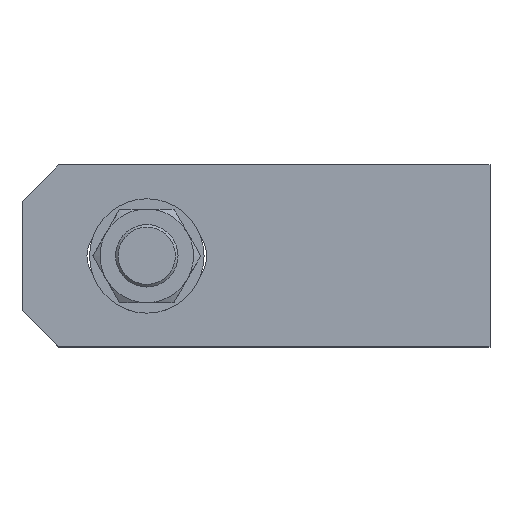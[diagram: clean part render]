
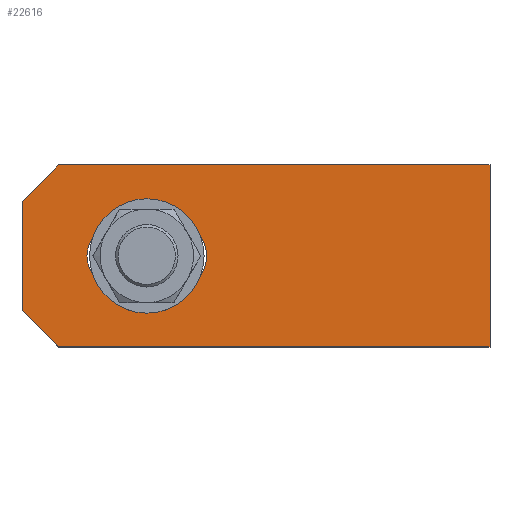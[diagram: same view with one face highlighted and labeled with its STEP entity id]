
A CAD part, top view. The second image highlights one B-rep face of the part: STEP entity #22616.
In plain terms, the highlighted planar face has unit normal (0, 0, 1).
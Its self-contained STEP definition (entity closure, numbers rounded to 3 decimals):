
#415 = VERTEX_POINT ( 'NONE', #12463 ) ;
#449 = VERTEX_POINT ( 'NONE', #13332 ) ;
#1012 = ORIENTED_EDGE ( 'NONE', *, *, #4021, .T. ) ;
#1897 = EDGE_CURVE ( 'NONE', #21941, #9788, #14236, .T. ) ;
#2284 = ORIENTED_EDGE ( 'NONE', *, *, #17540, .F. ) ;
#2874 = CARTESIAN_POINT ( 'NONE',  ( -32., 0., 6. ) ) ;
#3426 = LINE ( 'NONE', #18691, #16937 ) ;
#3437 = FACE_OUTER_BOUND ( 'NONE', #10330, .T. ) ;
#3587 = ORIENTED_EDGE ( 'NONE', *, *, #11812, .T. ) ;
#3709 = VERTEX_POINT ( 'NONE', #9304 ) ;
#4021 = EDGE_CURVE ( 'NONE', #3709, #4764, #6945, .T. ) ;
#4254 = AXIS2_PLACEMENT_3D ( 'NONE', #6044, #18404, #7629 ) ;
#4439 = CARTESIAN_POINT ( 'NONE',  ( 90., 35., 6. ) ) ;
#4592 = VECTOR ( 'NONE', #9920, 1000. ) ;
#4764 = VERTEX_POINT ( 'NONE', #16923 ) ;
#5508 = VERTEX_POINT ( 'NONE', #22520 ) ;
#5600 = ORIENTED_EDGE ( 'NONE', *, *, #1897, .F. ) ;
#6024 = DIRECTION ( 'NONE',  ( 0.707, -0.707, 0. ) ) ;
#6044 = CARTESIAN_POINT ( 'NONE',  ( 0., 0., 6. ) ) ;
#6045 = DIRECTION ( 'NONE',  ( 1., 0., 0. ) ) ;
#6093 = CARTESIAN_POINT ( 'NONE',  ( -52., 0., 6. ) ) ;
#6274 = CIRCLE ( 'NONE', #8030, 13. ) ;
#6300 = CARTESIAN_POINT ( 'NONE',  ( -90., -21., 6. ) ) ;
#6476 = DIRECTION ( 'NONE',  ( 0., -1., 0. ) ) ;
#6642 = ORIENTED_EDGE ( 'NONE', *, *, #13064, .T. ) ;
#6714 = DIRECTION ( 'NONE',  ( 1., 0., 0. ) ) ;
#6945 = LINE ( 'NONE', #22591, #11738 ) ;
#7629 = DIRECTION ( 'NONE',  ( 1., 0., 0. ) ) ;
#8030 = AXIS2_PLACEMENT_3D ( 'NONE', #2874, #8267, #13472 ) ;
#8245 = ORIENTED_EDGE ( 'NONE', *, *, #13184, .T. ) ;
#8267 = DIRECTION ( 'NONE',  ( 0., 0., 1. ) ) ;
#9153 = CARTESIAN_POINT ( 'NONE',  ( -90., 35., 6. ) ) ;
#9267 = ORIENTED_EDGE ( 'NONE', *, *, #17256, .T. ) ;
#9304 = CARTESIAN_POINT ( 'NONE',  ( -76., 35., 6. ) ) ;
#9704 = DIRECTION ( 'NONE',  ( 0., 0., 1. ) ) ;
#9788 = VERTEX_POINT ( 'NONE', #9961 ) ;
#9920 = DIRECTION ( 'NONE',  ( 0., 1., 0. ) ) ;
#9961 = CARTESIAN_POINT ( 'NONE',  ( -52., 13., 6. ) ) ;
#10088 = ORIENTED_EDGE ( 'NONE', *, *, #18762, .F. ) ;
#10330 = EDGE_LOOP ( 'NONE', ( #6642, #21483, #9267, #8245, #3587, #1012 ) ) ;
#11631 = EDGE_LOOP ( 'NONE', ( #2284, #10088, #5600, #18106 ) ) ;
#11738 = VECTOR ( 'NONE', #12333, 1000. ) ;
#11812 = EDGE_CURVE ( 'NONE', #19186, #3709, #17735, .T. ) ;
#11821 = CARTESIAN_POINT ( 'NONE',  ( -90., 35., 6. ) ) ;
#11862 = FACE_BOUND ( 'NONE', #11631, .T. ) ;
#12333 = DIRECTION ( 'NONE',  ( -0.707, -0.707, 0. ) ) ;
#12463 = CARTESIAN_POINT ( 'NONE',  ( -76., -35., 6. ) ) ;
#13064 = EDGE_CURVE ( 'NONE', #4764, #13122, #13583, .T. ) ;
#13084 = VECTOR ( 'NONE', #15176, 1000. ) ;
#13122 = VERTEX_POINT ( 'NONE', #6300 ) ;
#13136 = EDGE_CURVE ( 'NONE', #449, #21941, #6274, .T. ) ;
#13184 = EDGE_CURVE ( 'NONE', #19831, #19186, #20896, .T. ) ;
#13332 = CARTESIAN_POINT ( 'NONE',  ( -32., -13., 6. ) ) ;
#13472 = DIRECTION ( 'NONE',  ( 1., 0., 0. ) ) ;
#13583 = LINE ( 'NONE', #11821, #16126 ) ;
#14004 = CIRCLE ( 'NONE', #21516, 13. ) ;
#14236 = LINE ( 'NONE', #18560, #13084 ) ;
#14670 = EDGE_CURVE ( 'NONE', #13122, #415, #3426, .T. ) ;
#15176 = DIRECTION ( 'NONE',  ( -1., 0., 0. ) ) ;
#15576 = CARTESIAN_POINT ( 'NONE',  ( -32., 13., 6. ) ) ;
#15835 = CARTESIAN_POINT ( 'NONE',  ( -90., -35., 6. ) ) ;
#16126 = VECTOR ( 'NONE', #6476, 1000. ) ;
#16858 = PLANE ( 'NONE',  #4254 ) ;
#16923 = CARTESIAN_POINT ( 'NONE',  ( -90., 21., 6. ) ) ;
#16937 = VECTOR ( 'NONE', #6024, 1000. ) ;
#17191 = VECTOR ( 'NONE', #19783, 1000. ) ;
#17256 = EDGE_CURVE ( 'NONE', #415, #19831, #22827, .T. ) ;
#17526 = CARTESIAN_POINT ( 'NONE',  ( 90., -35., 6. ) ) ;
#17540 = EDGE_CURVE ( 'NONE', #5508, #449, #19978, .T. ) ;
#17625 = CARTESIAN_POINT ( 'NONE',  ( 90., 35., 6. ) ) ;
#17735 = LINE ( 'NONE', #9153, #17191 ) ;
#18106 = ORIENTED_EDGE ( 'NONE', *, *, #13136, .F. ) ;
#18292 = VECTOR ( 'NONE', #6714, 1000. ) ;
#18404 = DIRECTION ( 'NONE',  ( 0., 0., 1. ) ) ;
#18560 = CARTESIAN_POINT ( 'NONE',  ( -52., 13., 6. ) ) ;
#18691 = CARTESIAN_POINT ( 'NONE',  ( -55.5, -55.5, 6. ) ) ;
#18711 = CARTESIAN_POINT ( 'NONE',  ( -52., -13., 6. ) ) ;
#18762 = EDGE_CURVE ( 'NONE', #9788, #5508, #14004, .T. ) ;
#19186 = VERTEX_POINT ( 'NONE', #17625 ) ;
#19783 = DIRECTION ( 'NONE',  ( -1., 0., 0. ) ) ;
#19831 = VERTEX_POINT ( 'NONE', #17526 ) ;
#19978 = LINE ( 'NONE', #18711, #21960 ) ;
#20499 = DIRECTION ( 'NONE',  ( 1., 0., 0. ) ) ;
#20896 = LINE ( 'NONE', #4439, #4592 ) ;
#21483 = ORIENTED_EDGE ( 'NONE', *, *, #14670, .T. ) ;
#21516 = AXIS2_PLACEMENT_3D ( 'NONE', #6093, #9704, #20499 ) ;
#21941 = VERTEX_POINT ( 'NONE', #15576 ) ;
#21960 = VECTOR ( 'NONE', #6045, 1000. ) ;
#22520 = CARTESIAN_POINT ( 'NONE',  ( -52., -13., 6. ) ) ;
#22591 = CARTESIAN_POINT ( 'NONE',  ( -55.5, 55.5, 6. ) ) ;
#22616 = ADVANCED_FACE ( 'NONE', ( #3437, #11862 ), #16858, .T. ) ;
#22827 = LINE ( 'NONE', #15835, #18292 ) ;
